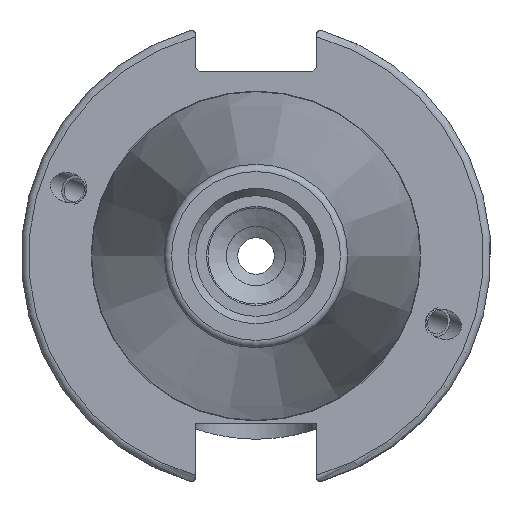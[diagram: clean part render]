
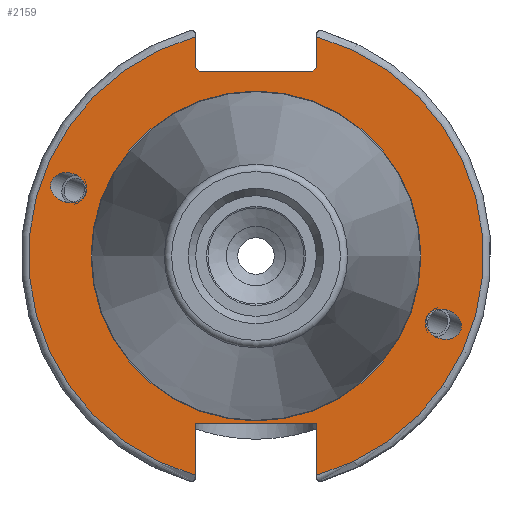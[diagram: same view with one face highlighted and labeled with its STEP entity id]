
A CAD part, left-side view. The second image highlights one B-rep face of the part: STEP entity #2159.
In plain terms, the highlighted planar face has unit normal (-1, 0, 0).
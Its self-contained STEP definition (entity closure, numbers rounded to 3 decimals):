
#39=ELLIPSE('',#2386,2.442,2.);
#48=ELLIPSE('',#2434,2.442,2.);
#62=PLANE('',#2447);
#112=FACE_BOUND('',#366,.T.);
#113=FACE_BOUND('',#367,.T.);
#114=FACE_BOUND('',#368,.T.);
#248=FACE_OUTER_BOUND('',#365,.T.);
#365=EDGE_LOOP('',(#1816,#1817,#1818,#1819,#1820,#1821,#1822,#1823,#1824,
#1825));
#366=EDGE_LOOP('',(#1826));
#367=EDGE_LOOP('',(#1827));
#368=EDGE_LOOP('',(#1828,#1829));
#472=LINE('',#3964,#573);
#473=LINE('',#3968,#574);
#474=LINE('',#3970,#575);
#475=LINE('',#3972,#576);
#476=LINE('',#3974,#577);
#477=LINE('',#3976,#578);
#478=LINE('',#3980,#579);
#479=LINE('',#3981,#580);
#573=VECTOR('',#3036,10.);
#574=VECTOR('',#3039,10.);
#575=VECTOR('',#3040,10.);
#576=VECTOR('',#3041,10.);
#577=VECTOR('',#3042,10.);
#578=VECTOR('',#3043,10.);
#579=VECTOR('',#3046,10.);
#580=VECTOR('',#3047,10.);
#754=CIRCLE('',#2443,22.3);
#755=CIRCLE('',#2444,22.3);
#758=CIRCLE('',#2448,30.75);
#759=CIRCLE('',#2449,30.75);
#922=VERTEX_POINT('',#3743);
#967=VERTEX_POINT('',#3936);
#973=VERTEX_POINT('',#3953);
#974=VERTEX_POINT('',#3955);
#976=VERTEX_POINT('',#3962);
#977=VERTEX_POINT('',#3963);
#978=VERTEX_POINT('',#3965);
#979=VERTEX_POINT('',#3967);
#980=VERTEX_POINT('',#3969);
#981=VERTEX_POINT('',#3971);
#982=VERTEX_POINT('',#3973);
#983=VERTEX_POINT('',#3975);
#984=VERTEX_POINT('',#3977);
#985=VERTEX_POINT('',#3979);
#1207=EDGE_CURVE('',#922,#922,#39,.T.);
#1268=EDGE_CURVE('',#967,#967,#48,.T.);
#1276=EDGE_CURVE('',#973,#974,#754,.T.);
#1277=EDGE_CURVE('',#974,#973,#755,.T.);
#1280=EDGE_CURVE('',#976,#977,#472,.T.);
#1281=EDGE_CURVE('',#978,#977,#758,.T.);
#1282=EDGE_CURVE('',#978,#979,#473,.T.);
#1283=EDGE_CURVE('',#980,#979,#474,.T.);
#1284=EDGE_CURVE('',#980,#981,#475,.T.);
#1285=EDGE_CURVE('',#982,#981,#476,.T.);
#1286=EDGE_CURVE('',#982,#983,#477,.T.);
#1287=EDGE_CURVE('',#984,#983,#759,.T.);
#1288=EDGE_CURVE('',#984,#985,#478,.T.);
#1289=EDGE_CURVE('',#985,#976,#479,.T.);
#1816=ORIENTED_EDGE('',*,*,#1280,.T.);
#1817=ORIENTED_EDGE('',*,*,#1281,.F.);
#1818=ORIENTED_EDGE('',*,*,#1282,.T.);
#1819=ORIENTED_EDGE('',*,*,#1283,.F.);
#1820=ORIENTED_EDGE('',*,*,#1284,.T.);
#1821=ORIENTED_EDGE('',*,*,#1285,.F.);
#1822=ORIENTED_EDGE('',*,*,#1286,.T.);
#1823=ORIENTED_EDGE('',*,*,#1287,.F.);
#1824=ORIENTED_EDGE('',*,*,#1288,.T.);
#1825=ORIENTED_EDGE('',*,*,#1289,.T.);
#1826=ORIENTED_EDGE('',*,*,#1207,.T.);
#1827=ORIENTED_EDGE('',*,*,#1268,.T.);
#1828=ORIENTED_EDGE('',*,*,#1277,.F.);
#1829=ORIENTED_EDGE('',*,*,#1276,.F.);
#2159=ADVANCED_FACE('',(#248,#112,#113,#114),#62,.T.);
#2386=AXIS2_PLACEMENT_3D('',#3745,#2893,#2894);
#2434=AXIS2_PLACEMENT_3D('',#3938,#3006,#3007);
#2443=AXIS2_PLACEMENT_3D('',#3956,#3026,#3027);
#2444=AXIS2_PLACEMENT_3D('',#3957,#3028,#3029);
#2447=AXIS2_PLACEMENT_3D('',#3961,#3034,#3035);
#2448=AXIS2_PLACEMENT_3D('',#3966,#3037,#3038);
#2449=AXIS2_PLACEMENT_3D('',#3978,#3044,#3045);
#2893=DIRECTION('center_axis',(1.,0.,0.));
#2894=DIRECTION('ref_axis',(0.,-0.94,-0.342));
#3006=DIRECTION('center_axis',(1.,0.,0.));
#3007=DIRECTION('ref_axis',(0.,0.94,0.342));
#3026=DIRECTION('center_axis',(-1.,0.,0.));
#3027=DIRECTION('ref_axis',(0.,-1.,0.));
#3028=DIRECTION('center_axis',(-1.,0.,0.));
#3029=DIRECTION('ref_axis',(0.,-1.,0.));
#3034=DIRECTION('center_axis',(-1.,0.,0.));
#3035=DIRECTION('ref_axis',(0.,0.,1.));
#3036=DIRECTION('',(0.,0.,-1.));
#3037=DIRECTION('center_axis',(1.,0.,0.));
#3038=DIRECTION('ref_axis',(0.,-1.,0.));
#3039=DIRECTION('',(0.,0.,-1.));
#3040=DIRECTION('',(0.,-0.707,0.707));
#3041=DIRECTION('',(0.,1.,0.));
#3042=DIRECTION('',(0.,-0.707,-0.707));
#3043=DIRECTION('',(0.,0.,1.));
#3044=DIRECTION('center_axis',(1.,0.,0.));
#3045=DIRECTION('ref_axis',(0.,1.,0.));
#3046=DIRECTION('',(0.,0.,1.));
#3047=DIRECTION('',(0.,-1.,0.));
#3743=CARTESIAN_POINT('',(3.175,-23.077,-8.399));
#3745=CARTESIAN_POINT('Origin',(3.175,-25.372,-9.235));
#3936=CARTESIAN_POINT('',(3.175,23.077,8.399));
#3938=CARTESIAN_POINT('Origin',(3.175,25.372,9.235));
#3953=CARTESIAN_POINT('',(3.175,0.,22.3));
#3955=CARTESIAN_POINT('',(3.175,22.3,0.));
#3956=CARTESIAN_POINT('Origin',(3.175,0.,0.));
#3957=CARTESIAN_POINT('Origin',(3.175,0.,0.));
#3961=CARTESIAN_POINT('Origin',(3.175,31.75,0.));
#3962=CARTESIAN_POINT('',(3.175,-8.19,-22.6));
#3963=CARTESIAN_POINT('',(3.175,-8.19,-29.639));
#3964=CARTESIAN_POINT('',(3.175,-8.19,-11.3));
#3965=CARTESIAN_POINT('',(3.175,-8.19,29.639));
#3966=CARTESIAN_POINT('Origin',(3.175,0.,0.));
#3967=CARTESIAN_POINT('',(3.175,-8.19,25.5));
#3968=CARTESIAN_POINT('',(3.175,-8.19,12.5));
#3969=CARTESIAN_POINT('',(3.175,-7.69,25.));
#3970=CARTESIAN_POINT('',(3.175,8.295,9.015));
#3971=CARTESIAN_POINT('',(3.175,7.69,25.));
#3972=CARTESIAN_POINT('',(3.175,15.875,25.));
#3973=CARTESIAN_POINT('',(3.175,8.19,25.5));
#3974=CARTESIAN_POINT('',(3.175,7.58,24.89));
#3975=CARTESIAN_POINT('',(3.175,8.19,29.639));
#3976=CARTESIAN_POINT('',(3.175,8.19,12.5));
#3977=CARTESIAN_POINT('',(3.175,8.19,-29.639));
#3978=CARTESIAN_POINT('Origin',(3.175,0.,0.));
#3979=CARTESIAN_POINT('',(3.175,8.19,-22.6));
#3980=CARTESIAN_POINT('',(3.175,8.19,-11.3));
#3981=CARTESIAN_POINT('',(3.175,15.875,-22.6));
